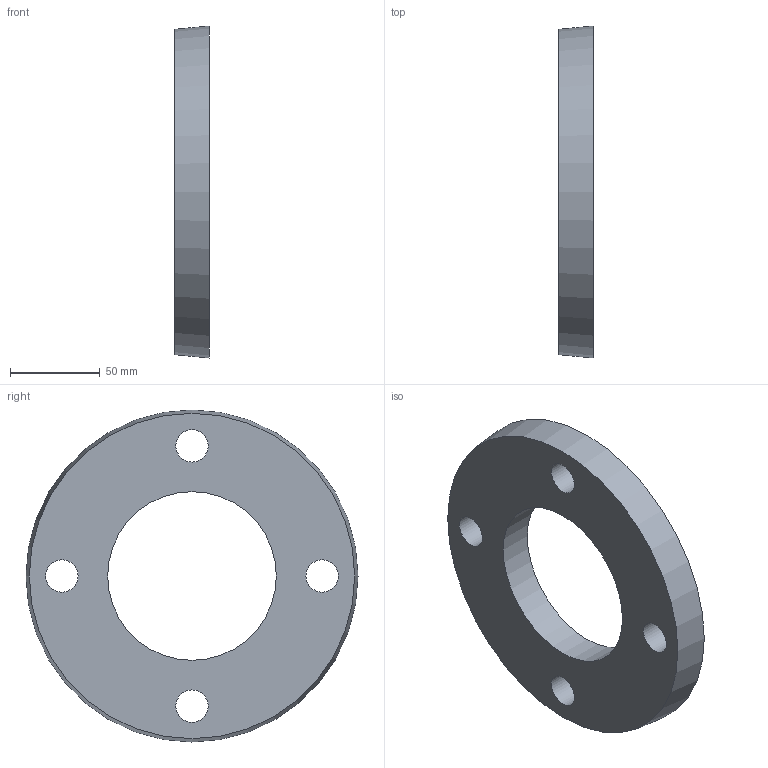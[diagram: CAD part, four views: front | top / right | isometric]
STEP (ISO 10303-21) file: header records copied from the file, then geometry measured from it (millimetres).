
FILE_DESCRIPTION(/* description */ ('PLASSON BACKING FLANGE PVC 75'),/* implementation_level */ '2;1');
FILE_NAME(/* name */ '059000075.ipt.stp',/* time_stamp */ '2017-12-07T16:06:32+02:00',/* author */ ('KIM'),/* organization */ (''),/* preprocessor_version */ 'ST-DEVELOPER v15.6',/* originating_system */ 'Autodesk Inventor 2015',/* authorisation */ '');
FILE_SCHEMA (('AUTOMOTIVE_DESIGN { 1 0 10303 214 3 1 1 }'));
Length unit declared in the file: millimetre
Products named in the file (1): 059000075
Bounding box: 19 x 185 x 185 mm (x, y, z)
Volume: 349383 mm3; surface area: 57673.3 mm2
Topology: 1 solids, 1 shells, 8 faces, 18 edges, 12 vertices
Faces by surface type: cylinder 5, plane 2, cone 1
Full cylindrical faces by diameter (mm): 18 x4, 94 x1
Entity records: 248 total; most frequent: DIRECTION 42, CARTESIAN_POINT 33, EDGE_LOOP 24, ORIENTED_EDGE 24, AXIS2_PLACEMENT_3D 21, FACE_BOUND 16, CIRCLE 12, VERTEX_POINT 12
